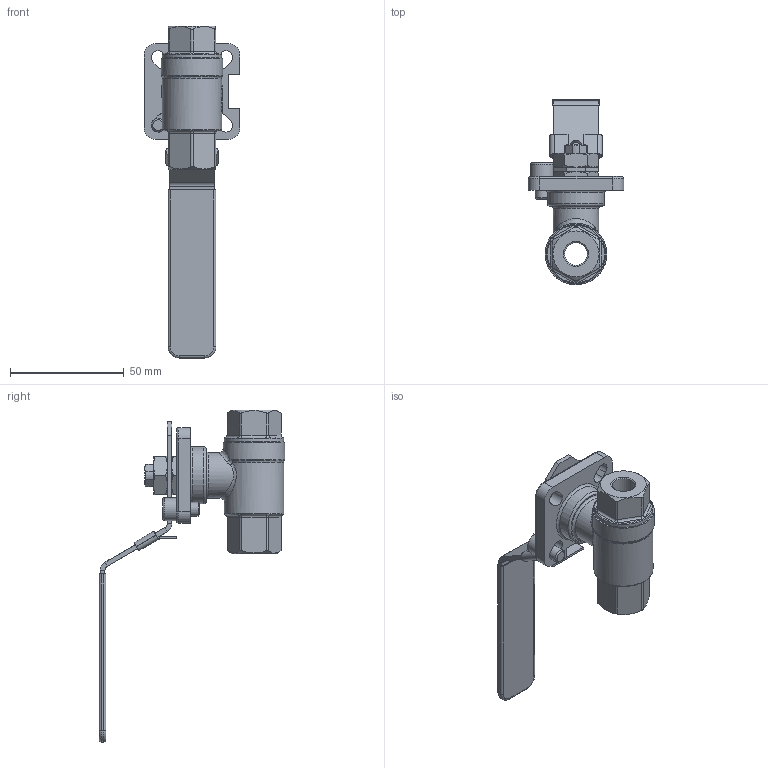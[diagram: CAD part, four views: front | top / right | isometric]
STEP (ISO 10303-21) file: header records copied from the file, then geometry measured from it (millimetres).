
FILE_DESCRIPTION(/* description */ (''),/* implementation_level */ '2;1');
FILE_NAME(/* name */ 'DN10_3D_STEP.stp',/* time_stamp */ '2024-03-21T17:36:37+03:00',/* author */ ('igorr'),/* organization */ (''),/* preprocessor_version */ 'ST-DEVELOPER v19.2',/* originating_system */ 'Autodesk Inventor 2023',/* authorisation */ '');
FILE_SCHEMA (('AUTOMOTIVE_DESIGN { 1 0 10303 214 3 1 1 }'));
Length unit declared in the file: millimetre
Products named in the file (6): Сборка; Деталь1; Деталь6; Деталь7; AS 1420 - 1973 - M6 x 10; BS 3692 - M10
Assembly tree (6 placements, depth 2):
  Сборка
    Деталь1
    Деталь6
    Деталь7
    AS 1420 - 1973 - M6 x 10
    BS 3692 - M10  x2
Bounding box: 42 x 81.5 x 145.71 mm (x, y, z)
Volume: 49672 mm3; surface area: 24762.1 mm2
Topology: 6 solids, 6 shells, 488 faces, 1188 edges, 729 vertices
Faces by surface type: plane 225, cylinder 99, bspline 90, torus 39, cone 35
Full cylindrical faces by diameter (mm): 1 x1, 5 x1, 6 x1, 8 x1, 8.376 x2, 10 x2, 15 x1, 20 x2, 25 x1, 26 x2, 27 x1
Entity records: 16221 total; most frequent: CARTESIAN_POINT 5143, ORIENTED_EDGE 2272, DIRECTION 1995, EDGE_CURVE 1136, AXIS2_PLACEMENT_3D 719, VERTEX_POINT 701, LINE 557, VECTOR 557
